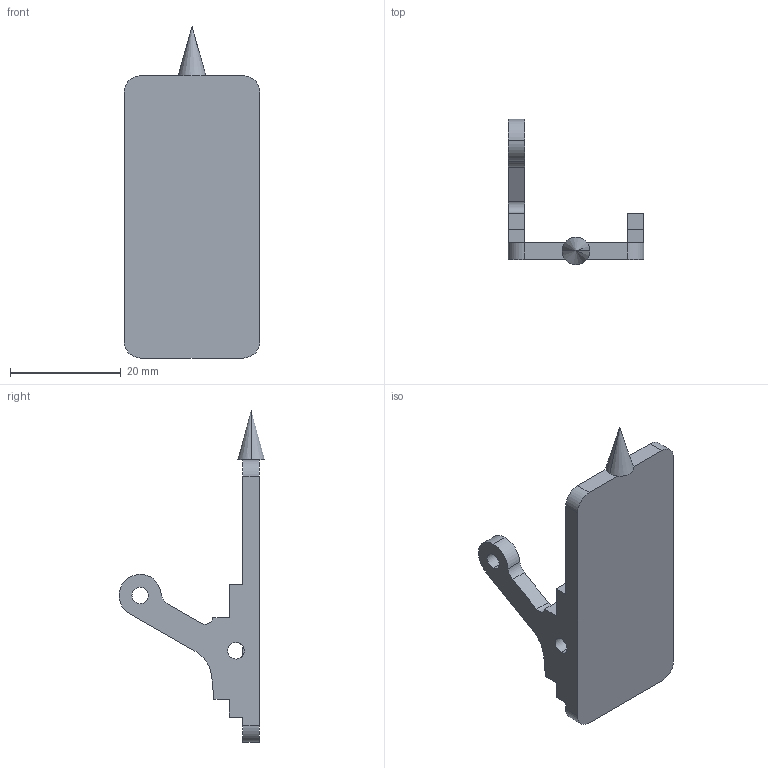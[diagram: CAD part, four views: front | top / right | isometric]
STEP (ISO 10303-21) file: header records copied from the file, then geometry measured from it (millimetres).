
FILE_DESCRIPTION (( 'STEP AP203' ), '1' );
FILE_NAME ('Gripper plate_Predeterminado_sldprt.STEP', '2020-04-20T18:35:51', ( '' ), ( '' ), 'SwSTEP 2.0', 'SolidWorks 2020', '' );
FILE_SCHEMA (( 'CONFIG_CONTROL_DESIGN' ));
Length unit declared in the file: millimetre
Products named in the file (1): Gripper plate_Predeterminado_sldprt
Bounding box: 24.55 x 26.33 x 60 mm (x, y, z)
Volume: 4652.3 mm3; surface area: 3824.5 mm2
Topology: 1 solids, 1 shells, 46 faces, 133 edges, 85 vertices
Faces by surface type: plane 29, cylinder 15, cone 2
Entity records: 1588 total; most frequent: DIRECTION 265, CARTESIAN_POINT 263, ORIENTED_EDGE 262, EDGE_CURVE 131, LINE 91, VECTOR 91, AXIS2_PLACEMENT_3D 87, VERTEX_POINT 85
